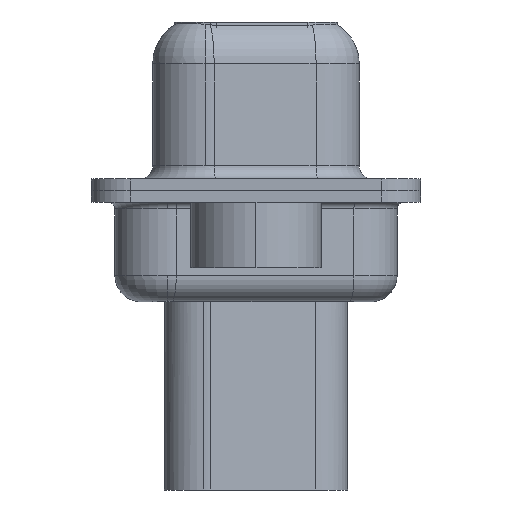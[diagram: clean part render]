
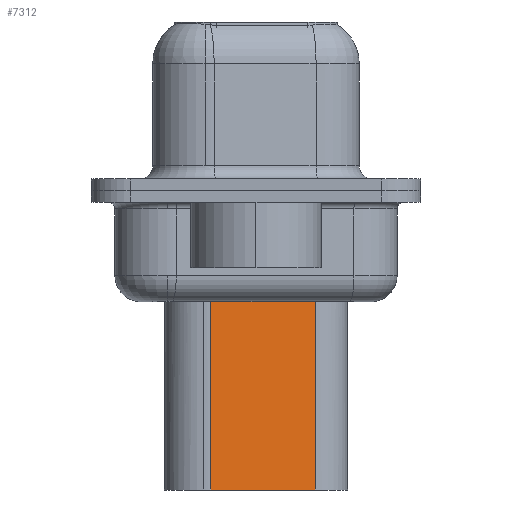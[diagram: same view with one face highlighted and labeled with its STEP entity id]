
A CAD part, left-side view. The second image highlights one B-rep face of the part: STEP entity #7312.
In plain terms, the highlighted planar face has unit normal (-0.985, -0.174, 0).
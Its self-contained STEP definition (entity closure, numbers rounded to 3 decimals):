
#131 = CARTESIAN_POINT ( 'NONE',  ( 4.353, 2.709, -3.975 ) ) ;
#159 = VERTEX_POINT ( 'NONE', #9632 ) ;
#182 = EDGE_CURVE ( 'NONE', #8355, #8748, #4641, .T. ) ;
#727 = VECTOR ( 'NONE', #3223, 1000. ) ;
#752 = CARTESIAN_POINT ( 'NONE',  ( 4.524, 1.74, -3.975 ) ) ;
#1073 = CARTESIAN_POINT ( 'NONE',  ( 5.229, -2.26, -3.975 ) ) ;
#1235 = ORIENTED_EDGE ( 'NONE', *, *, #182, .F. ) ;
#1655 = CARTESIAN_POINT ( 'NONE',  ( 4.524, 1.74, -11.45 ) ) ;
#1862 = VERTEX_POINT ( 'NONE', #752 ) ;
#2011 = FACE_OUTER_BOUND ( 'NONE', #2064, .T. ) ;
#2064 = EDGE_LOOP ( 'NONE', ( #1235, #8382, #7618, #6234 ) ) ;
#3223 = DIRECTION ( 'NONE',  ( -0.174, 0.985, 0. ) ) ;
#3312 = LINE ( 'NONE', #1655, #727 ) ;
#3611 = EDGE_CURVE ( 'NONE', #8748, #159, #3312, .T. ) ;
#3846 = PLANE ( 'NONE',  #5660 ) ;
#3887 = DIRECTION ( 'NONE',  ( 0.174, -0.985, 0. ) ) ;
#4018 = CARTESIAN_POINT ( 'NONE',  ( 5.229, -2.26, -3.1 ) ) ;
#4364 = CARTESIAN_POINT ( 'NONE',  ( 4.524, 1.74, -3.1 ) ) ;
#4641 = LINE ( 'NONE', #4018, #11728 ) ;
#5237 = EDGE_CURVE ( 'NONE', #1862, #159, #10449, .T. ) ;
#5352 = VECTOR ( 'NONE', #10129, 1000. ) ;
#5660 = AXIS2_PLACEMENT_3D ( 'NONE', #11570, #9648, #3887 ) ;
#5943 = DIRECTION ( 'NONE',  ( -0.174, 0.985, 0. ) ) ;
#6234 = ORIENTED_EDGE ( 'NONE', *, *, #3611, .F. ) ;
#7312 = ADVANCED_FACE ( 'NONE', ( #2011 ), #3846, .T. ) ;
#7511 = CARTESIAN_POINT ( 'NONE',  ( 5.229, -2.26, -11.45 ) ) ;
#7618 = ORIENTED_EDGE ( 'NONE', *, *, #5237, .T. ) ;
#7658 = DIRECTION ( 'NONE',  ( 0., 0., -1. ) ) ;
#8355 = VERTEX_POINT ( 'NONE', #1073 ) ;
#8382 = ORIENTED_EDGE ( 'NONE', *, *, #10764, .T. ) ;
#8748 = VERTEX_POINT ( 'NONE', #7511 ) ;
#9112 = VECTOR ( 'NONE', #5943, 1000. ) ;
#9632 = CARTESIAN_POINT ( 'NONE',  ( 4.524, 1.74, -11.45 ) ) ;
#9648 = DIRECTION ( 'NONE',  ( -0.985, -0.174, 0. ) ) ;
#10129 = DIRECTION ( 'NONE',  ( 0., 0., -1. ) ) ;
#10449 = LINE ( 'NONE', #4364, #5352 ) ;
#10764 = EDGE_CURVE ( 'NONE', #8355, #1862, #12014, .T. ) ;
#11570 = CARTESIAN_POINT ( 'NONE',  ( 4.524, 1.74, -3.1 ) ) ;
#11728 = VECTOR ( 'NONE', #7658, 1000. ) ;
#12014 = LINE ( 'NONE', #131, #9112 ) ;
